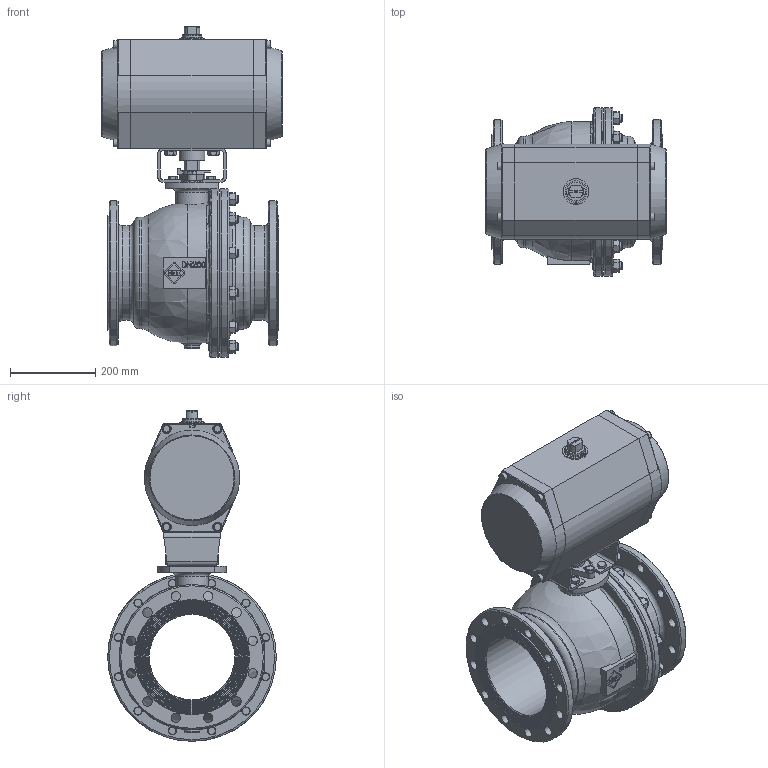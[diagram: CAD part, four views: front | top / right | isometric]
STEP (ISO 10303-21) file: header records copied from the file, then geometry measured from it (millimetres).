
FILE_DESCRIPTION(/* description */ (''),/* implementation_level */ '2;1');
FILE_NAME(/* name */ 'AKP168E-200-16-GTD185.stp',/* time_stamp */ '2019-03-18T10:15:12+01:00',/* author */ ('sci'),/* organization */ (''),/* preprocessor_version */ 'ST-DEVELOPER v17.2',/* originating_system */ 'Autodesk Inventor 2019',/* authorisation */ '');
FILE_SCHEMA (('AUTOMOTIVE_DESIGN { 1 0 10303 214 3 1 1 }'));
Length unit declared in the file: millimetre
Products named in the file (1): ENG-056594
Bounding box: 422 x 395 x 775 mm (x, y, z)
Volume: 26671682 mm3; surface area: 1959496.1 mm2
Topology: 2 solids, 2 shells, 1049 faces, 2697 edges, 1767 vertices
Faces by surface type: plane 582, cylinder 231, torus 116, cone 109, bspline 8, sphere 3
Full cylindrical faces by diameter (mm): 4 x1, 5 x1, 9.5 x2, 12 x2, 14 x2, 16 x2, 16.3 x24, 17.2 x4, 18 x8, 19 x24, 22 x36, 36 x1, 38 x1, 38.5 x1, 39 x1, 44.8 x2, 45.3 x1, 52 x1, 54 x1, 54.5 x1, 60 x2, 65.7 x1, 66.3 x1, 77 x1, 100 x1, 200 x1, 211.5 x1, 222 x2, 262 x1, 335 x1
Entity records: 34685 total; most frequent: CARTESIAN_POINT 7957, ORIENTED_EDGE 5390, DIRECTION 5338, EDGE_CURVE 2695, AXIS2_PLACEMENT_3D 2049, VERTEX_POINT 1767, LINE 1240, VECTOR 1240
